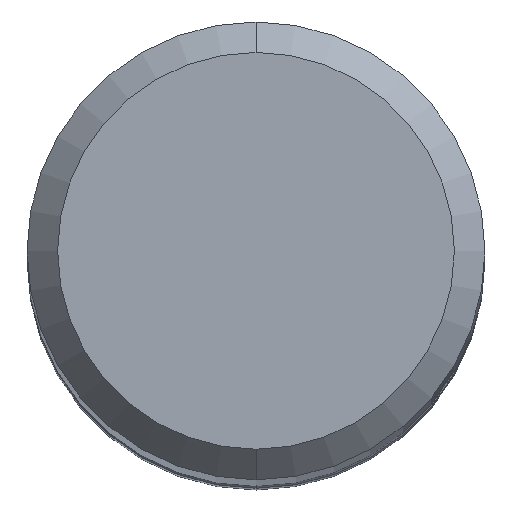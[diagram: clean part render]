
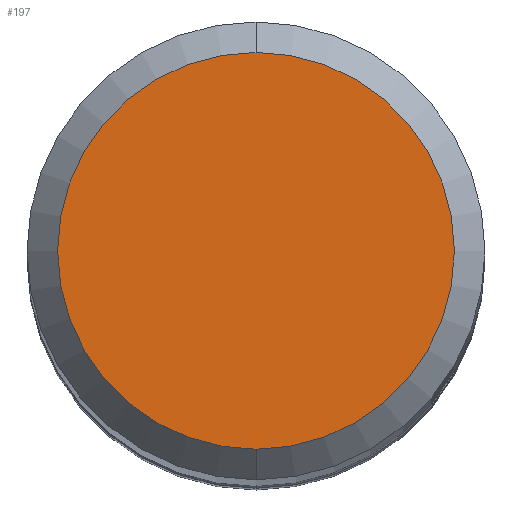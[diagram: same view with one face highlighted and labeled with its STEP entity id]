
A CAD part, top view. The second image highlights one B-rep face of the part: STEP entity #197.
In plain terms, the highlighted planar face has unit normal (0, 0, 1).
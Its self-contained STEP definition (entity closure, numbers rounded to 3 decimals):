
#197=ADVANCED_FACE('',(#457),#458,.T.);
#199=EDGE_CURVE('',#281,#299,#460,.T.);
#281=VERTEX_POINT('',#558);
#293=EDGE_CURVE('',#299,#281,#571,.T.);
#299=VERTEX_POINT('',#578);
#457=FACE_OUTER_BOUND('',#753,.T.);
#458=PLANE('',#754);
#460=CIRCLE('',#757,2.6);
#558=CARTESIAN_POINT('',(0.0,2.6,0.0));
#571=CIRCLE('',#889,2.6);
#578=CARTESIAN_POINT('',(0.,-2.6,0.0));
#753=EDGE_LOOP('',(#1089,#1090));
#754=AXIS2_PLACEMENT_3D('',#1091,#1092,#1093);
#757=AXIS2_PLACEMENT_3D('',#1094,#1095,#1096);
#889=AXIS2_PLACEMENT_3D('',#1255,#1256,#1257);
#1089=ORIENTED_EDGE('',*,*,#199,.F.);
#1090=ORIENTED_EDGE('',*,*,#293,.F.);
#1091=CARTESIAN_POINT('',(0.0,1.3,0.0));
#1092=DIRECTION('',(-0.0,0.0,1.0));
#1093=DIRECTION('',(0.0,-1.0,0.0));
#1094=CARTESIAN_POINT('',(0.0,0.0,0.0));
#1095=DIRECTION('',(0.0,0.0,-1.0));
#1096=DIRECTION('',(0.0,1.0,0.0));
#1255=CARTESIAN_POINT('',(0.0,0.0,0.0));
#1256=DIRECTION('',(0.0,0.0,-1.0));
#1257=DIRECTION('',(0.0,1.0,0.0));
